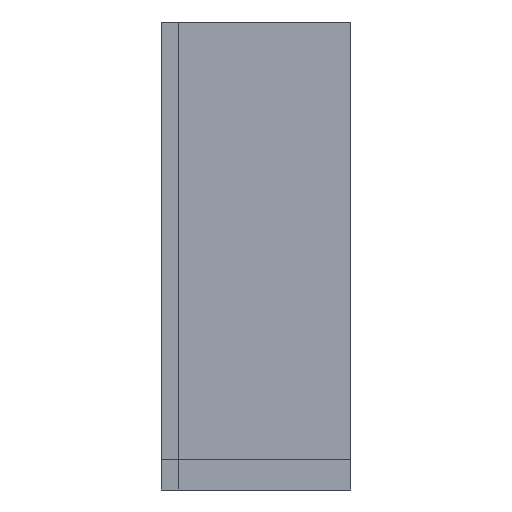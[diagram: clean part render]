
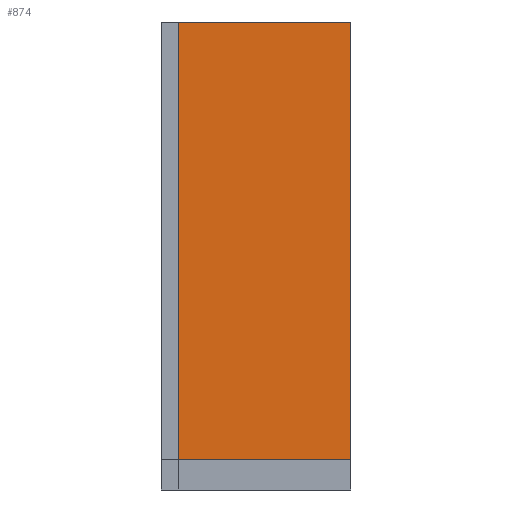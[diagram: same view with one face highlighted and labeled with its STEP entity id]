
A CAD part, left-side view. The second image highlights one B-rep face of the part: STEP entity #874.
In plain terms, the highlighted planar face has unit normal (-1, 0, 0).
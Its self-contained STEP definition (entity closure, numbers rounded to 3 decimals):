
#48=PLANE('',#953);
#97=FACE_OUTER_BOUND('',#146,.T.);
#146=EDGE_LOOP('',(#772,#773,#774,#775));
#226=LINE('',#1374,#330);
#247=LINE('',#1436,#351);
#248=LINE('',#1437,#352);
#249=LINE('',#1438,#353);
#330=VECTOR('',#1101,10.);
#351=VECTOR('',#1152,10.);
#352=VECTOR('',#1153,10.);
#353=VECTOR('',#1154,10.);
#429=VERTEX_POINT('',#1371);
#430=VERTEX_POINT('',#1373);
#445=VERTEX_POINT('',#1434);
#446=VERTEX_POINT('',#1435);
#532=EDGE_CURVE('',#429,#430,#226,.T.);
#558=EDGE_CURVE('',#445,#446,#247,.T.);
#559=EDGE_CURVE('',#445,#430,#248,.T.);
#560=EDGE_CURVE('',#446,#429,#249,.T.);
#772=ORIENTED_EDGE('',*,*,#558,.F.);
#773=ORIENTED_EDGE('',*,*,#559,.T.);
#774=ORIENTED_EDGE('',*,*,#532,.F.);
#775=ORIENTED_EDGE('',*,*,#560,.F.);
#874=ADVANCED_FACE('',(#97),#48,.T.);
#953=AXIS2_PLACEMENT_3D('',#1433,#1150,#1151);
#1101=DIRECTION('',(0.,-1.,0.));
#1150=DIRECTION('center_axis',(-1.,0.,0.));
#1151=DIRECTION('ref_axis',(0.,-1.,0.));
#1152=DIRECTION('',(0.,1.,0.));
#1153=DIRECTION('',(0.,0.,1.));
#1154=DIRECTION('',(0.,0.,1.));
#1371=CARTESIAN_POINT('',(-53.496,10.739,53.));
#1373=CARTESIAN_POINT('',(-53.496,-10.75,53.));
#1374=CARTESIAN_POINT('',(-53.496,-10.75,53.));
#1433=CARTESIAN_POINT('Origin',(-53.496,10.739,0.));
#1434=CARTESIAN_POINT('',(-53.496,-10.75,0.));
#1435=CARTESIAN_POINT('',(-53.496,10.739,0.));
#1436=CARTESIAN_POINT('',(-53.496,-10.75,0.));
#1437=CARTESIAN_POINT('',(-53.496,-10.75,0.));
#1438=CARTESIAN_POINT('',(-53.496,10.739,0.));
